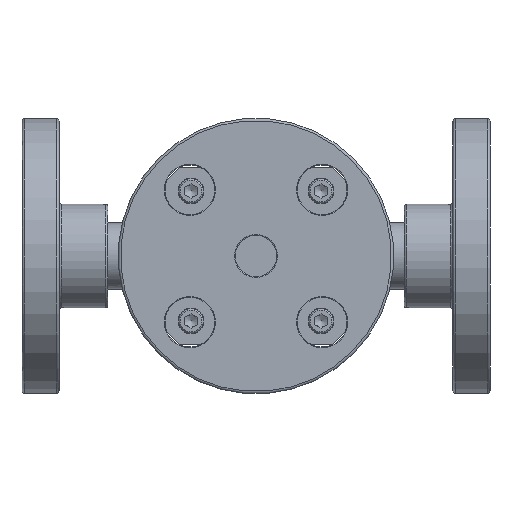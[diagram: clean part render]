
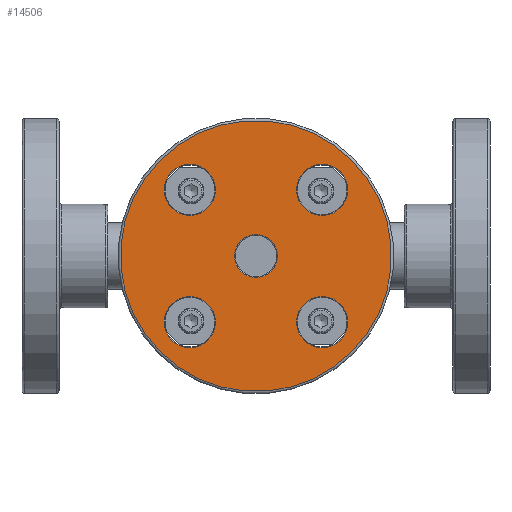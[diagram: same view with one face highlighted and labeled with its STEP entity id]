
A CAD part, front view. The second image highlights one B-rep face of the part: STEP entity #14506.
In plain terms, the highlighted planar face has unit normal (0, -1, 0).
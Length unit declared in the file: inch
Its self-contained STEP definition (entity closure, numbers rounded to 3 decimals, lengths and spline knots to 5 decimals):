
#14400=CARTESIAN_POINT('',(-1.21622,-1.72,-1.21622));
#14401=VERTEX_POINT('',#14400);
#14402=CARTESIAN_POINT('',(0.,-1.72,0.));
#14403=DIRECTION('',(0.,1.,0.));
#14404=DIRECTION('',(0.707,0.,0.707));
#14405=AXIS2_PLACEMENT_3D('',#14402,#14403,#14404);
#14406=CIRCLE('',#14405,1.72);
#14407=EDGE_CURVE('',#14401,#14401,#14406,.T.);
#14443=CARTESIAN_POINT('',(-0.7117,-1.72,-0.7117));
#14444=DIRECTION('',(0.0,-1.0,0.0));
#14445=DIRECTION('',(-0.707,0.0,0.707));
#14446=AXIS2_PLACEMENT_3D('',#14443,#14444,#14445);
#14447=PLANE('',#14446);
#14448=ORIENTED_EDGE('',*,*,#14407,.F.);
#14449=EDGE_LOOP('',(#14448));
#14450=FACE_OUTER_BOUND('',#14449,.T.);
#14451=CARTESIAN_POINT('',(-1.0695,-1.72,0.60988));
#14452=VERTEX_POINT('',#14451);
#14453=CARTESIAN_POINT('',(-0.83969,-1.72,0.83969));
#14454=DIRECTION('',(0.,-1.0,0.));
#14455=DIRECTION('',(0.707,0.,0.707));
#14456=AXIS2_PLACEMENT_3D('',#14453,#14454,#14455);
#14457=CIRCLE('',#14456,0.325);
#14458=EDGE_CURVE('',#14452,#14452,#14457,.T.);
#14459=ORIENTED_EDGE('',*,*,#14458,.F.);
#14460=EDGE_LOOP('',(#14459));
#14461=FACE_BOUND('',#14460,.T.);
#14462=CARTESIAN_POINT('',(0.60988,-1.72,1.0695));
#14463=VERTEX_POINT('',#14462);
#14464=CARTESIAN_POINT('',(0.83969,-1.72,0.83969));
#14465=DIRECTION('',(0.,-1.0,0.));
#14466=DIRECTION('',(0.707,0.,-0.707));
#14467=AXIS2_PLACEMENT_3D('',#14464,#14465,#14466);
#14468=CIRCLE('',#14467,0.325);
#14469=EDGE_CURVE('',#14463,#14463,#14468,.T.);
#14470=ORIENTED_EDGE('',*,*,#14469,.F.);
#14471=EDGE_LOOP('',(#14470));
#14472=FACE_BOUND('',#14471,.T.);
#14473=CARTESIAN_POINT('',(1.0695,-1.72,-0.60988));
#14474=VERTEX_POINT('',#14473);
#14475=CARTESIAN_POINT('',(0.83969,-1.72,-0.83969));
#14476=DIRECTION('',(0.,-1.0,0.));
#14477=DIRECTION('',(-0.707,0.,-0.707));
#14478=AXIS2_PLACEMENT_3D('',#14475,#14476,#14477);
#14479=CIRCLE('',#14478,0.325);
#14480=EDGE_CURVE('',#14474,#14474,#14479,.T.);
#14481=ORIENTED_EDGE('',*,*,#14480,.F.);
#14482=EDGE_LOOP('',(#14481));
#14483=FACE_BOUND('',#14482,.T.);
#14484=CARTESIAN_POINT('',(-0.19304,-1.72,-0.19304));
#14485=VERTEX_POINT('',#14484);
#14486=CARTESIAN_POINT('',(0.,-1.72,0.));
#14487=DIRECTION('',(0.,-1.0,0.));
#14488=DIRECTION('',(0.707,0.,0.707));
#14489=AXIS2_PLACEMENT_3D('',#14486,#14487,#14488);
#14490=CIRCLE('',#14489,0.273);
#14491=EDGE_CURVE('',#14485,#14485,#14490,.T.);
#14492=ORIENTED_EDGE('',*,*,#14491,.F.);
#14493=EDGE_LOOP('',(#14492));
#14494=FACE_BOUND('',#14493,.T.);
#14495=CARTESIAN_POINT('',(-0.60988,-1.72,-1.0695));
#14496=VERTEX_POINT('',#14495);
#14497=CARTESIAN_POINT('',(-0.83969,-1.72,-0.83969));
#14498=DIRECTION('',(0.,-1.0,0.));
#14499=DIRECTION('',(-0.707,0.,0.707));
#14500=AXIS2_PLACEMENT_3D('',#14497,#14498,#14499);
#14501=CIRCLE('',#14500,0.325);
#14502=EDGE_CURVE('',#14496,#14496,#14501,.T.);
#14503=ORIENTED_EDGE('',*,*,#14502,.F.);
#14504=EDGE_LOOP('',(#14503));
#14505=FACE_BOUND('',#14504,.T.);
#14506=ADVANCED_FACE('',(#14450,#14461,#14472,#14483,#14494,#14505),#14447,.T.);
